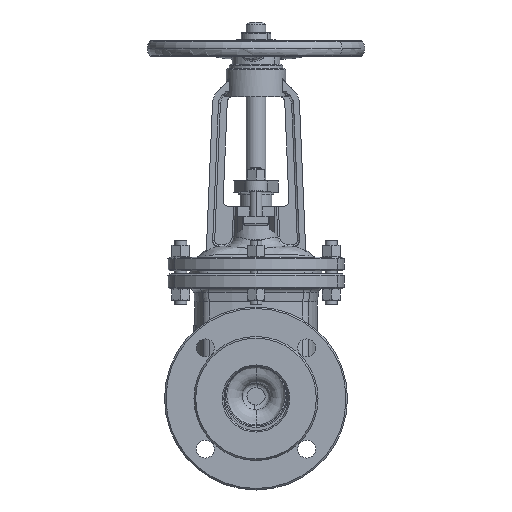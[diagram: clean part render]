
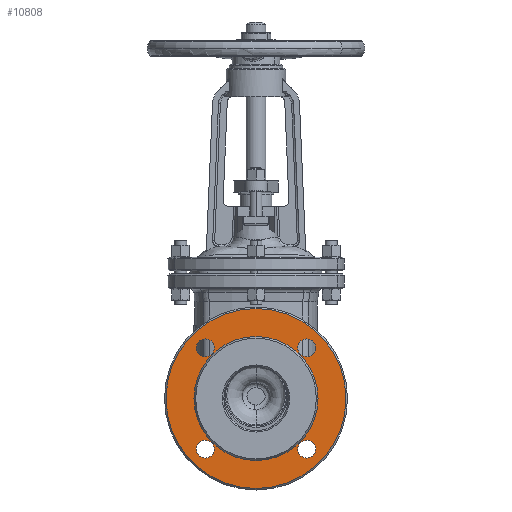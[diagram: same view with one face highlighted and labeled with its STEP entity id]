
A CAD part, left-side view. The second image highlights one B-rep face of the part: STEP entity #10808.
In plain terms, the highlighted planar face has unit normal (-1, 0, 0).
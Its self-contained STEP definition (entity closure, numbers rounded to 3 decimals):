
#5354=CARTESIAN_POINT('',(-82.,-91.,0.));
#5355=VERTEX_POINT('',#5354);
#5356=CARTESIAN_POINT('',(-82.,91.,-0.));
#5357=VERTEX_POINT('',#5356);
#5358=CARTESIAN_POINT('',(-82.,-0.,0.));
#5359=DIRECTION('',(-1.,-0.,-0.));
#5360=DIRECTION('',(0.,1.,-0.));
#5361=AXIS2_PLACEMENT_3D('',#5358,#5359,#5360);
#5362=CIRCLE('',#5361,91.);
#5363=EDGE_CURVE('NONE',#5355,#5357,#5362,.T.);
#5871=CARTESIAN_POINT('',(-82.,-42.265,51.265));
#5872=VERTEX_POINT('',#5871);
#5879=CARTESIAN_POINT('',(-82.,-60.265,51.265));
#5880=VERTEX_POINT('',#5879);
#5881=CARTESIAN_POINT('',(-82.,-51.265,51.265));
#5882=DIRECTION('',(1.,-0.,-0.));
#5883=DIRECTION('',(0.,-1.,0.));
#5884=AXIS2_PLACEMENT_3D('',#5881,#5882,#5883);
#5885=CIRCLE('',#5884,9.);
#5886=EDGE_CURVE('NONE',#5880,#5872,#5885,.T.);
#5913=CARTESIAN_POINT('',(-82.,-42.265,-51.265));
#5914=VERTEX_POINT('',#5913);
#5921=CARTESIAN_POINT('',(-82.,-60.265,-51.265));
#5922=VERTEX_POINT('',#5921);
#5923=CARTESIAN_POINT('',(-82.,-51.265,-51.265));
#5924=DIRECTION('',(1.,-0.,-0.));
#5925=DIRECTION('',(0.,-1.,0.));
#5926=AXIS2_PLACEMENT_3D('',#5923,#5924,#5925);
#5927=CIRCLE('',#5926,9.);
#5928=EDGE_CURVE('NONE',#5922,#5914,#5927,.T.);
#5955=CARTESIAN_POINT('',(-82.,60.265,-51.265));
#5956=VERTEX_POINT('',#5955);
#5963=CARTESIAN_POINT('',(-82.,42.265,-51.265));
#5964=VERTEX_POINT('',#5963);
#5965=CARTESIAN_POINT('',(-82.,51.265,-51.265));
#5966=DIRECTION('',(1.,-0.,-0.));
#5967=DIRECTION('',(0.,-1.,0.));
#5968=AXIS2_PLACEMENT_3D('',#5965,#5966,#5967);
#5969=CIRCLE('',#5968,9.);
#5970=EDGE_CURVE('NONE',#5964,#5956,#5969,.T.);
#5997=CARTESIAN_POINT('',(-82.,60.265,51.265));
#5998=VERTEX_POINT('',#5997);
#6005=CARTESIAN_POINT('',(-82.,42.265,51.265));
#6006=VERTEX_POINT('',#6005);
#6007=CARTESIAN_POINT('',(-82.,51.265,51.265));
#6008=DIRECTION('',(1.,-0.,-0.));
#6009=DIRECTION('',(0.,-1.,0.));
#6010=AXIS2_PLACEMENT_3D('',#6007,#6008,#6009);
#6011=CIRCLE('',#6010,9.);
#6012=EDGE_CURVE('NONE',#6006,#5998,#6011,.T.);
#7606=CARTESIAN_POINT('',(-82.,62.732,0.));
#7607=VERTEX_POINT('',#7606);
#7614=CARTESIAN_POINT('',(-82.,-62.732,0.));
#7615=VERTEX_POINT('',#7614);
#7616=CARTESIAN_POINT('',(-82.,-0.,0.));
#7617=DIRECTION('',(-1.,-0.,-0.));
#7618=DIRECTION('',(0.,-1.,0.));
#7619=AXIS2_PLACEMENT_3D('',#7616,#7617,#7618);
#7620=CIRCLE('',#7619,62.732);
#7621=EDGE_CURVE('NONE',#7607,#7615,#7620,.T.);
#10743=CARTESIAN_POINT('',(-82.,-0.,62.732));
#10744=DIRECTION('',(1.,0.,0.));
#10745=DIRECTION('',(0.,-1.,0.));
#10746=AXIS2_PLACEMENT_3D('',#10743,#10744,#10745);
#10747=PLANE('',#10746);
#10748=CARTESIAN_POINT('',(-82.,-0.,0.));
#10749=DIRECTION('',(-1.,-0.,-0.));
#10750=DIRECTION('',(0.,1.,-0.));
#10751=AXIS2_PLACEMENT_3D('',#10748,#10749,#10750);
#10752=CIRCLE('',#10751,91.);
#10753=EDGE_CURVE('NONE',#5357,#5355,#10752,.T.);
#10754=ORIENTED_EDGE('',*,*,#10753,.T.);
#10755=ORIENTED_EDGE('',*,*,#5363,.T.);
#10756=EDGE_LOOP('',(#10754,#10755));
#10757=FACE_BOUND('',#10756,.T.);
#10758=ORIENTED_EDGE('',*,*,#5928,.T.);
#10759=CARTESIAN_POINT('',(-82.,-51.265,-51.265));
#10760=DIRECTION('',(1.,-0.,-0.));
#10761=DIRECTION('',(0.,-1.,0.));
#10762=AXIS2_PLACEMENT_3D('',#10759,#10760,#10761);
#10763=CIRCLE('',#10762,9.);
#10764=EDGE_CURVE('NONE',#5914,#5922,#10763,.T.);
#10765=ORIENTED_EDGE('',*,*,#10764,.T.);
#10766=EDGE_LOOP('',(#10758,#10765));
#10767=FACE_BOUND('',#10766,.T.);
#10768=ORIENTED_EDGE('',*,*,#6012,.T.);
#10769=CARTESIAN_POINT('',(-82.,51.265,51.265));
#10770=DIRECTION('',(1.,-0.,-0.));
#10771=DIRECTION('',(0.,-1.,0.));
#10772=AXIS2_PLACEMENT_3D('',#10769,#10770,#10771);
#10773=CIRCLE('',#10772,9.);
#10774=EDGE_CURVE('NONE',#5998,#6006,#10773,.T.);
#10775=ORIENTED_EDGE('',*,*,#10774,.T.);
#10776=EDGE_LOOP('',(#10768,#10775));
#10777=FACE_BOUND('',#10776,.T.);
#10778=CARTESIAN_POINT('',(-82.,-0.,0.));
#10779=DIRECTION('',(-1.,-0.,-0.));
#10780=DIRECTION('',(0.,-1.,0.));
#10781=AXIS2_PLACEMENT_3D('',#10778,#10779,#10780);
#10782=CIRCLE('',#10781,62.732);
#10783=EDGE_CURVE('NONE',#7615,#7607,#10782,.T.);
#10784=ORIENTED_EDGE('',*,*,#10783,.F.);
#10785=ORIENTED_EDGE('',*,*,#7621,.F.);
#10786=EDGE_LOOP('',(#10784,#10785));
#10787=FACE_BOUND('',#10786,.T.);
#10788=ORIENTED_EDGE('',*,*,#5970,.T.);
#10789=CARTESIAN_POINT('',(-82.,51.265,-51.265));
#10790=DIRECTION('',(1.,-0.,-0.));
#10791=DIRECTION('',(0.,-1.,0.));
#10792=AXIS2_PLACEMENT_3D('',#10789,#10790,#10791);
#10793=CIRCLE('',#10792,9.);
#10794=EDGE_CURVE('NONE',#5956,#5964,#10793,.T.);
#10795=ORIENTED_EDGE('',*,*,#10794,.T.);
#10796=EDGE_LOOP('',(#10788,#10795));
#10797=FACE_BOUND('',#10796,.T.);
#10798=ORIENTED_EDGE('',*,*,#5886,.T.);
#10799=CARTESIAN_POINT('',(-82.,-51.265,51.265));
#10800=DIRECTION('',(1.,-0.,-0.));
#10801=DIRECTION('',(0.,-1.,0.));
#10802=AXIS2_PLACEMENT_3D('',#10799,#10800,#10801);
#10803=CIRCLE('',#10802,9.);
#10804=EDGE_CURVE('NONE',#5872,#5880,#10803,.T.);
#10805=ORIENTED_EDGE('',*,*,#10804,.T.);
#10806=EDGE_LOOP('',(#10798,#10805));
#10807=FACE_BOUND('',#10806,.T.);
#10808=ADVANCED_FACE('NONE',(#10757,#10767,#10777,#10787,#10797,#10807),#10747,.F.);
